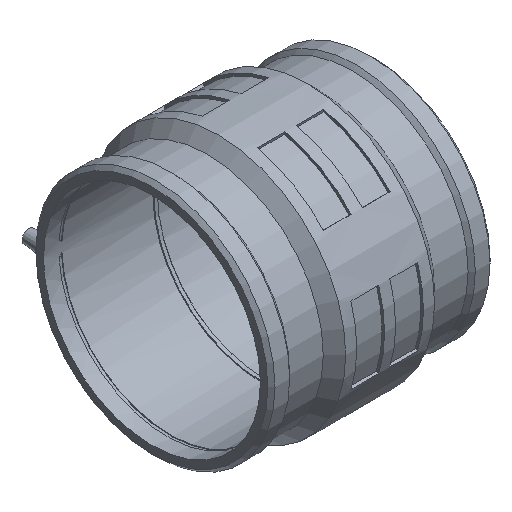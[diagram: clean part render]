
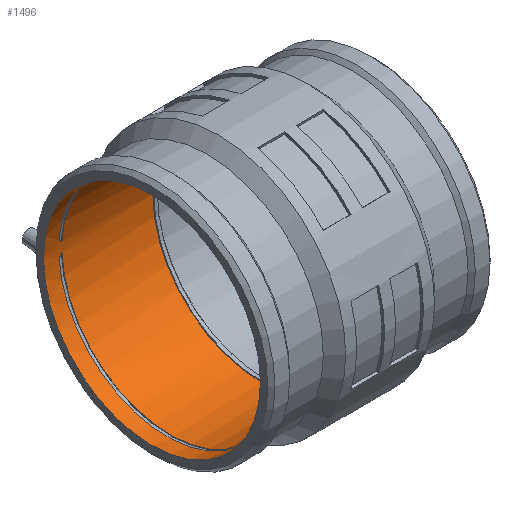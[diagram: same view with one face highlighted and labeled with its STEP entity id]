
A CAD part, isometric view. The second image highlights one B-rep face of the part: STEP entity #1496.
In plain terms, the highlighted cylindrical face has radius 125 mm (diameter 250 mm), a full revolution.
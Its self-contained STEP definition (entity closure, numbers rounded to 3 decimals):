
#32=B_SPLINE_CURVE_WITH_KNOTS('',3,(#2653,#2654,#2655,#2656,#2657,#2658),
 .UNSPECIFIED.,.F.,.F.,(4,2,4),(3.54,3.823,4.005),
 .UNSPECIFIED.);
#34=B_SPLINE_CURVE_WITH_KNOTS('',3,(#2675,#2676,#2677,#2678,#2679,#2680),
 .UNSPECIFIED.,.F.,.F.,(4,2,4),(5.169,5.35,5.634),
 .UNSPECIFIED.);
#63=FACE_BOUND('',#305,.T.);
#64=FACE_BOUND('',#306,.T.);
#106=CYLINDRICAL_SURFACE('',#1662,125.);
#192=FACE_OUTER_BOUND('',#304,.T.);
#304=EDGE_LOOP('',(#1253));
#305=EDGE_LOOP('',(#1254));
#306=EDGE_LOOP('',(#1255,#1256,#1257,#1258));
#415=CIRCLE('',#1663,125.);
#416=CIRCLE('',#1664,125.);
#417=CIRCLE('',#1665,125.);
#418=CIRCLE('',#1666,125.);
#746=VERTEX_POINT('',#2644);
#748=VERTEX_POINT('',#2652);
#750=VERTEX_POINT('',#2664);
#751=VERTEX_POINT('',#2671);
#753=VERTEX_POINT('',#2686);
#754=VERTEX_POINT('',#2688);
#938=EDGE_CURVE('',#746,#748,#32,.T.);
#942=EDGE_CURVE('',#751,#750,#34,.T.);
#945=EDGE_CURVE('',#753,#753,#415,.T.);
#946=EDGE_CURVE('',#754,#754,#416,.T.);
#947=EDGE_CURVE('',#748,#751,#417,.T.);
#948=EDGE_CURVE('',#746,#750,#418,.T.);
#1253=ORIENTED_EDGE('',*,*,#945,.T.);
#1254=ORIENTED_EDGE('',*,*,#946,.F.);
#1255=ORIENTED_EDGE('',*,*,#942,.F.);
#1256=ORIENTED_EDGE('',*,*,#947,.F.);
#1257=ORIENTED_EDGE('',*,*,#938,.F.);
#1258=ORIENTED_EDGE('',*,*,#948,.T.);
#1496=ADVANCED_FACE('',(#192,#63,#64),#106,.F.);
#1662=AXIS2_PLACEMENT_3D('',#2685,#2085,#2086);
#1663=AXIS2_PLACEMENT_3D('',#2687,#2087,#2088);
#1664=AXIS2_PLACEMENT_3D('',#2689,#2089,#2090);
#1665=AXIS2_PLACEMENT_3D('',#2690,#2091,#2092);
#1666=AXIS2_PLACEMENT_3D('',#2691,#2093,#2094);
#2085=DIRECTION('center_axis',(1.,0.,0.));
#2086=DIRECTION('ref_axis',(0.,1.,0.));
#2087=DIRECTION('center_axis',(1.,0.,0.));
#2088=DIRECTION('ref_axis',(0.,0.,-1.));
#2089=DIRECTION('center_axis',(1.,0.,0.));
#2090=DIRECTION('ref_axis',(0.,0.,-1.));
#2091=DIRECTION('center_axis',(1.,0.,0.));
#2092=DIRECTION('ref_axis',(0.,0.,-1.));
#2093=DIRECTION('center_axis',(1.,0.,0.));
#2094=DIRECTION('ref_axis',(0.,0.,-1.));
#2644=CARTESIAN_POINT('',(-110.37,124.681,8.93));
#2652=CARTESIAN_POINT('',(-106.844,124.868,5.738));
#2653=CARTESIAN_POINT('Ctrl Pts',(-110.37,124.681,8.93));
#2654=CARTESIAN_POINT('Ctrl Pts',(-109.491,124.715,8.451));
#2655=CARTESIAN_POINT('Ctrl Pts',(-108.694,124.756,7.843));
#2656=CARTESIAN_POINT('Ctrl Pts',(-107.602,124.819,6.743));
#2657=CARTESIAN_POINT('Ctrl Pts',(-107.201,124.844,6.261));
#2658=CARTESIAN_POINT('Ctrl Pts',(-106.844,124.868,5.738));
#2664=CARTESIAN_POINT('',(-110.37,124.681,-8.93));
#2671=CARTESIAN_POINT('',(-106.844,124.868,-5.738));
#2675=CARTESIAN_POINT('Ctrl Pts',(-106.844,124.868,-5.738));
#2676=CARTESIAN_POINT('Ctrl Pts',(-107.201,124.844,-6.261));
#2677=CARTESIAN_POINT('Ctrl Pts',(-107.602,124.819,-6.743));
#2678=CARTESIAN_POINT('Ctrl Pts',(-108.694,124.756,-7.843));
#2679=CARTESIAN_POINT('Ctrl Pts',(-109.491,124.715,-8.451));
#2680=CARTESIAN_POINT('Ctrl Pts',(-110.37,124.681,-8.93));
#2685=CARTESIAN_POINT('Origin',(-119.185,0.,0.));
#2686=CARTESIAN_POINT('',(-2.,125.,0.));
#2687=CARTESIAN_POINT('Origin',(-2.,0.,0.));
#2688=CARTESIAN_POINT('',(-128.,125.,0.));
#2689=CARTESIAN_POINT('Origin',(-128.,0.,0.));
#2690=CARTESIAN_POINT('Origin',(-106.844,0.,0.));
#2691=CARTESIAN_POINT('Origin',(-110.37,0.,0.));
